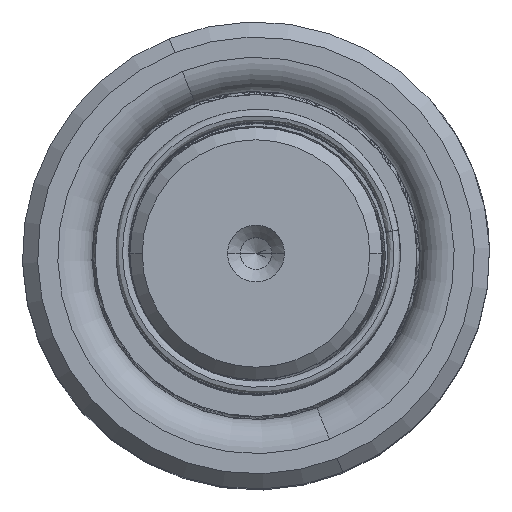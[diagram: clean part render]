
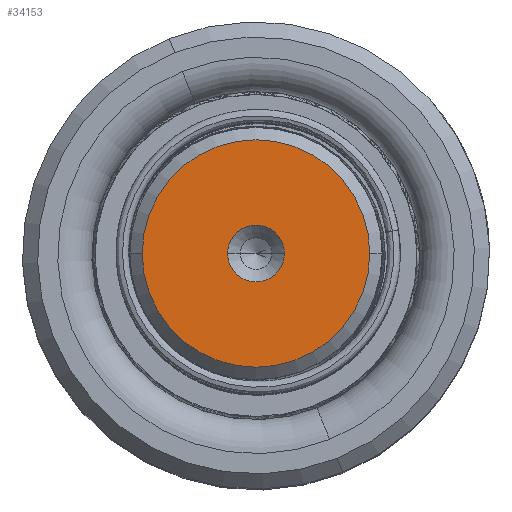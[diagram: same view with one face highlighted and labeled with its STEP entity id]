
A CAD part, top view. The second image highlights one B-rep face of the part: STEP entity #34153.
In plain terms, the highlighted planar face has unit normal (0, 0, 1).
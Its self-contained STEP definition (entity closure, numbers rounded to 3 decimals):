
#56 = EDGE_LOOP ( 'NONE', ( #28174, #31699 ) ) ;
#1044 = DIRECTION ( 'NONE',  ( 0., 0., 1. ) ) ;
#2564 = AXIS2_PLACEMENT_3D ( 'NONE', #26750, #15214, #26866 ) ;
#4638 = CARTESIAN_POINT ( 'NONE',  ( 2.25, 0., 140. ) ) ;
#4641 = EDGE_CURVE ( 'NONE', #26845, #12169, #30929, .T. ) ;
#5125 = DIRECTION ( 'NONE',  ( 0., 0., 1. ) ) ;
#5177 = DIRECTION ( 'NONE',  ( 0., 0., 1. ) ) ;
#7867 = DIRECTION ( 'NONE',  ( 1., 0., 0. ) ) ;
#8177 = CARTESIAN_POINT ( 'NONE',  ( 0., 0., 140. ) ) ;
#8549 = CARTESIAN_POINT ( 'NONE',  ( 9.009, 0., 140. ) ) ;
#9574 = EDGE_CURVE ( 'NONE', #12169, #26845, #36090, .T. ) ;
#9779 = VERTEX_POINT ( 'NONE', #8549 ) ;
#9799 = EDGE_CURVE ( 'NONE', #9779, #18979, #13746, .T. ) ;
#12016 = AXIS2_PLACEMENT_3D ( 'NONE', #15874, #35479, #30090 ) ;
#12169 = VERTEX_POINT ( 'NONE', #34045 ) ;
#12950 = EDGE_CURVE ( 'NONE', #18979, #9779, #22907, .T. ) ;
#13609 = AXIS2_PLACEMENT_3D ( 'NONE', #13841, #5177, #7867 ) ;
#13746 = CIRCLE ( 'NONE', #33587, 9.009 ) ;
#13841 = CARTESIAN_POINT ( 'NONE',  ( 0., 0., 140. ) ) ;
#15214 = DIRECTION ( 'NONE',  ( 0., 0., 1. ) ) ;
#15874 = CARTESIAN_POINT ( 'NONE',  ( 0., 0., 140. ) ) ;
#18979 = VERTEX_POINT ( 'NONE', #25502 ) ;
#19166 = FACE_OUTER_BOUND ( 'NONE', #33806, .T. ) ;
#20471 = FACE_BOUND ( 'NONE', #56, .T. ) ;
#22662 = ORIENTED_EDGE ( 'NONE', *, *, #9799, .T. ) ;
#22907 = CIRCLE ( 'NONE', #12016, 9.009 ) ;
#25502 = CARTESIAN_POINT ( 'NONE',  ( -9.009, 0., 140. ) ) ;
#25807 = DIRECTION ( 'NONE',  ( 1., 0., 0. ) ) ;
#26108 = AXIS2_PLACEMENT_3D ( 'NONE', #8177, #5125, #30325 ) ;
#26153 = CARTESIAN_POINT ( 'NONE',  ( 0., 0., 140. ) ) ;
#26750 = CARTESIAN_POINT ( 'NONE',  ( 0., 0., 140. ) ) ;
#26845 = VERTEX_POINT ( 'NONE', #4638 ) ;
#26866 = DIRECTION ( 'NONE',  ( 1., 0., 0. ) ) ;
#28174 = ORIENTED_EDGE ( 'NONE', *, *, #4641, .F. ) ;
#30090 = DIRECTION ( 'NONE',  ( 1., 0., 0. ) ) ;
#30325 = DIRECTION ( 'NONE',  ( 1., 0., 0. ) ) ;
#30929 = CIRCLE ( 'NONE', #13609, 2.25 ) ;
#31699 = ORIENTED_EDGE ( 'NONE', *, *, #9574, .F. ) ;
#32469 = ORIENTED_EDGE ( 'NONE', *, *, #12950, .T. ) ;
#33587 = AXIS2_PLACEMENT_3D ( 'NONE', #26153, #1044, #25807 ) ;
#33806 = EDGE_LOOP ( 'NONE', ( #32469, #22662 ) ) ;
#34045 = CARTESIAN_POINT ( 'NONE',  ( -2.25, 0., 140. ) ) ;
#34153 = ADVANCED_FACE ( 'NONE', ( #20471, #19166 ), #34931, .T. ) ;
#34931 = PLANE ( 'NONE',  #2564 ) ;
#35479 = DIRECTION ( 'NONE',  ( 0., 0., 1. ) ) ;
#36090 = CIRCLE ( 'NONE', #26108, 2.25 ) ;
